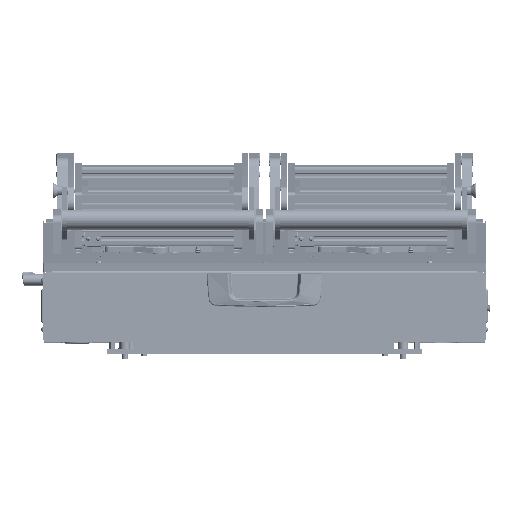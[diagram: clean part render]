
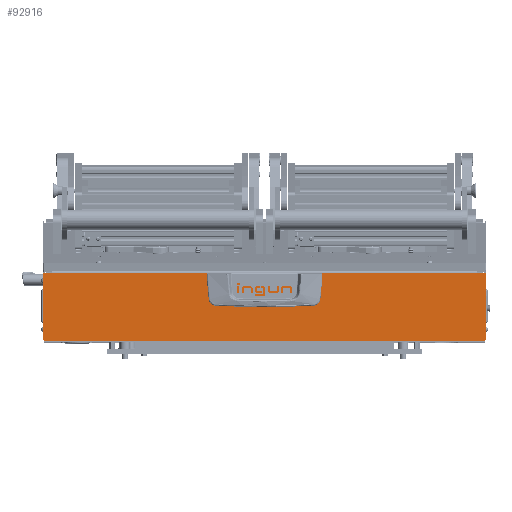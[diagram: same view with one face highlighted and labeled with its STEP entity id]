
A CAD part, top view. The second image highlights one B-rep face of the part: STEP entity #92916.
In plain terms, the highlighted face is planar.
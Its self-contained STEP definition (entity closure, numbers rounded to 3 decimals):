
#1100 = VECTOR ( 'NONE', #150031, 1000. ) ;
#1974 = VERTEX_POINT ( 'NONE', #173327 ) ;
#6487 = AXIS2_PLACEMENT_3D ( 'NONE', #85591, #97920, #154745 ) ;
#6642 = EDGE_CURVE ( 'NONE', #61271, #45160, #182018, .T. ) ;
#6872 = VECTOR ( 'NONE', #157882, 1000. ) ;
#7911 = LINE ( 'NONE', #174218, #69774 ) ;
#13617 = ORIENTED_EDGE ( 'NONE', *, *, #155934, .T. ) ;
#14136 = DIRECTION ( 'NONE',  ( 0., 1., 0. ) ) ;
#14723 = VERTEX_POINT ( 'NONE', #100203 ) ;
#16702 = LINE ( 'NONE', #148195, #1100 ) ;
#16796 = CARTESIAN_POINT ( 'NONE',  ( -2., 252., 73.7 ) ) ;
#17750 = EDGE_CURVE ( 'NONE', #137208, #110304, #117739, .T. ) ;
#26793 = CIRCLE ( 'NONE', #82792, 2. ) ;
#27055 = DIRECTION ( 'NONE',  ( 0., 0., -1. ) ) ;
#28221 = ORIENTED_EDGE ( 'NONE', *, *, #70203, .T. ) ;
#28303 = PLANE ( 'NONE',  #28336 ) ;
#28336 = AXIS2_PLACEMENT_3D ( 'NONE', #42537, #100965, #143547 ) ;
#29344 = EDGE_CURVE ( 'NONE', #75127, #110304, #26793, .T. ) ;
#31905 = DIRECTION ( 'NONE',  ( -1., 0., 0. ) ) ;
#33936 = ORIENTED_EDGE ( 'NONE', *, *, #29344, .T. ) ;
#37183 = CIRCLE ( 'NONE', #6487, 3. ) ;
#38253 = VERTEX_POINT ( 'NONE', #66273 ) ;
#38823 = FACE_BOUND ( 'NONE', #155466, .T. ) ;
#39483 = ORIENTED_EDGE ( 'NONE', *, *, #159642, .T. ) ;
#40812 = VECTOR ( 'NONE', #144755, 1000. ) ;
#42537 = CARTESIAN_POINT ( 'NONE',  ( -2., -4., 93.86 ) ) ;
#42642 = CARTESIAN_POINT ( 'NONE',  ( -2., 612., 93.86 ) ) ;
#44107 = DIRECTION ( 'NONE',  ( -1., 0., 0. ) ) ;
#45160 = VERTEX_POINT ( 'NONE', #16796 ) ;
#50373 = ORIENTED_EDGE ( 'NONE', *, *, #66966, .T. ) ;
#52134 = VERTEX_POINT ( 'NONE', #175244 ) ;
#52469 = EDGE_CURVE ( 'NONE', #100030, #38253, #167566, .T. ) ;
#53609 = CARTESIAN_POINT ( 'NONE',  ( -2., -4., 93.86 ) ) ;
#58316 = DIRECTION ( 'NONE',  ( 0., 1., 0. ) ) ;
#58420 = CARTESIAN_POINT ( 'NONE',  ( -2., 599., 93.86 ) ) ;
#60960 = CARTESIAN_POINT ( 'NONE',  ( -2., -4., 93.373 ) ) ;
#61271 = VERTEX_POINT ( 'NONE', #133550 ) ;
#61709 = ORIENTED_EDGE ( 'NONE', *, *, #142238, .F. ) ;
#62272 = VERTEX_POINT ( 'NONE', #86324 ) ;
#62714 = CARTESIAN_POINT ( 'NONE',  ( -2., 9., 93.373 ) ) ;
#62811 = DIRECTION ( 'NONE',  ( -1., 0., 0. ) ) ;
#63163 = CARTESIAN_POINT ( 'NONE',  ( -2., 612., 2. ) ) ;
#66273 = CARTESIAN_POINT ( 'NONE',  ( -2., 610., 0. ) ) ;
#66966 = EDGE_CURVE ( 'NONE', #137208, #146375, #119527, .T. ) ;
#67424 = ORIENTED_EDGE ( 'NONE', *, *, #52469, .T. ) ;
#69774 = VECTOR ( 'NONE', #145044, 1000. ) ;
#70203 = EDGE_CURVE ( 'NONE', #1974, #62272, #182156, .T. ) ;
#75127 = VERTEX_POINT ( 'NONE', #157467 ) ;
#75290 = EDGE_LOOP ( 'NONE', ( #155672, #154758 ) ) ;
#78198 = VECTOR ( 'NONE', #119404, 1000. ) ;
#80102 = VERTEX_POINT ( 'NONE', #116946 ) ;
#82384 = CARTESIAN_POINT ( 'NONE',  ( -2., 249., 73.7 ) ) ;
#82792 = AXIS2_PLACEMENT_3D ( 'NONE', #169469, #128640, #58316 ) ;
#85591 = CARTESIAN_POINT ( 'NONE',  ( -2., 359., 73.7 ) ) ;
#86324 = CARTESIAN_POINT ( 'NONE',  ( -2., 612., 93.373 ) ) ;
#88365 = VERTEX_POINT ( 'NONE', #92358 ) ;
#88908 = VECTOR ( 'NONE', #126910, 1000. ) ;
#89255 = CARTESIAN_POINT ( 'NONE',  ( -2., 249., 73.7 ) ) ;
#89821 = EDGE_CURVE ( 'NONE', #62272, #100030, #112807, .T. ) ;
#90942 = CARTESIAN_POINT ( 'NONE',  ( -2., -4., 0. ) ) ;
#91038 = CARTESIAN_POINT ( 'NONE',  ( -2., 610., 2. ) ) ;
#91837 = EDGE_LOOP ( 'NONE', ( #143701, #50373, #130049, #39483, #13617, #28221, #114226, #67424, #157078, #33936 ) ) ;
#92358 = CARTESIAN_POINT ( 'NONE',  ( -2., 356., 73.7 ) ) ;
#92916 = ADVANCED_FACE ( 'NONE', ( #38823, #146914, #180187 ), #28303, .F. ) ;
#96148 = AXIS2_PLACEMENT_3D ( 'NONE', #82384, #127722, #14136 ) ;
#97920 = DIRECTION ( 'NONE',  ( -1., 0., 0. ) ) ;
#100030 = VERTEX_POINT ( 'NONE', #63163 ) ;
#100129 = EDGE_CURVE ( 'NONE', #146375, #52134, #16702, .T. ) ;
#100203 = CARTESIAN_POINT ( 'NONE',  ( -2., 362., 73.7 ) ) ;
#100744 = DIRECTION ( 'NONE',  ( 0., -1., 0. ) ) ;
#100965 = DIRECTION ( 'NONE',  ( 1., 0., 0. ) ) ;
#104696 = LINE ( 'NONE', #90942, #78198 ) ;
#105915 = DIRECTION ( 'NONE',  ( 0., 1., 0. ) ) ;
#106288 = AXIS2_PLACEMENT_3D ( 'NONE', #91038, #31905, #130611 ) ;
#109023 = CIRCLE ( 'NONE', #96148, 3. ) ;
#110151 = ORIENTED_EDGE ( 'NONE', *, *, #6642, .F. ) ;
#110304 = VERTEX_POINT ( 'NONE', #123088 ) ;
#112362 = DIRECTION ( 'NONE',  ( 0., 0., -1. ) ) ;
#112807 = LINE ( 'NONE', #42642, #172530 ) ;
#113894 = CARTESIAN_POINT ( 'NONE',  ( -2., 359., 73.7 ) ) ;
#114226 = ORIENTED_EDGE ( 'NONE', *, *, #89821, .T. ) ;
#116946 = CARTESIAN_POINT ( 'NONE',  ( -2., 599., 93.86 ) ) ;
#117739 = LINE ( 'NONE', #53609, #168616 ) ;
#119404 = DIRECTION ( 'NONE',  ( 0., 1., 0. ) ) ;
#119527 = LINE ( 'NONE', #144827, #6872 ) ;
#123088 = CARTESIAN_POINT ( 'NONE',  ( -2., -4., 2. ) ) ;
#123700 = AXIS2_PLACEMENT_3D ( 'NONE', #89255, #62811, #105915 ) ;
#126910 = DIRECTION ( 'NONE',  ( 0., 0., -1. ) ) ;
#127722 = DIRECTION ( 'NONE',  ( -1., 0., 0. ) ) ;
#128640 = DIRECTION ( 'NONE',  ( -1., 0., 0. ) ) ;
#130049 = ORIENTED_EDGE ( 'NONE', *, *, #100129, .T. ) ;
#130611 = DIRECTION ( 'NONE',  ( 0., 1., 0. ) ) ;
#130833 = CARTESIAN_POINT ( 'NONE',  ( -2., -4., 93.373 ) ) ;
#133550 = CARTESIAN_POINT ( 'NONE',  ( -2., 246., 73.7 ) ) ;
#137208 = VERTEX_POINT ( 'NONE', #130833 ) ;
#142072 = EDGE_CURVE ( 'NONE', #75127, #38253, #104696, .T. ) ;
#142238 = EDGE_CURVE ( 'NONE', #45160, #61271, #109023, .T. ) ;
#143547 = DIRECTION ( 'NONE',  ( 0., 1., 0. ) ) ;
#143701 = ORIENTED_EDGE ( 'NONE', *, *, #17750, .F. ) ;
#144755 = DIRECTION ( 'NONE',  ( 0., 1., 0. ) ) ;
#144827 = CARTESIAN_POINT ( 'NONE',  ( -2., -4., 93.373 ) ) ;
#145044 = DIRECTION ( 'NONE',  ( 0., 1., 0. ) ) ;
#146375 = VERTEX_POINT ( 'NONE', #62714 ) ;
#146914 = FACE_BOUND ( 'NONE', #75290, .T. ) ;
#148195 = CARTESIAN_POINT ( 'NONE',  ( -2., 9., 93.86 ) ) ;
#150031 = DIRECTION ( 'NONE',  ( 0., 0., 1. ) ) ;
#151484 = EDGE_CURVE ( 'NONE', #14723, #88365, #37183, .T. ) ;
#152651 = AXIS2_PLACEMENT_3D ( 'NONE', #113894, #44107, #100744 ) ;
#154745 = DIRECTION ( 'NONE',  ( 0., -1., 0. ) ) ;
#154758 = ORIENTED_EDGE ( 'NONE', *, *, #151484, .F. ) ;
#154947 = LINE ( 'NONE', #58420, #88908 ) ;
#155466 = EDGE_LOOP ( 'NONE', ( #110151, #61709 ) ) ;
#155672 = ORIENTED_EDGE ( 'NONE', *, *, #170813, .F. ) ;
#155934 = EDGE_CURVE ( 'NONE', #80102, #1974, #154947, .T. ) ;
#157078 = ORIENTED_EDGE ( 'NONE', *, *, #142072, .F. ) ;
#157467 = CARTESIAN_POINT ( 'NONE',  ( -2., -2., 0. ) ) ;
#157882 = DIRECTION ( 'NONE',  ( 0., 1., 0. ) ) ;
#159642 = EDGE_CURVE ( 'NONE', #52134, #80102, #7911, .T. ) ;
#162537 = CIRCLE ( 'NONE', #152651, 3. ) ;
#167566 = CIRCLE ( 'NONE', #106288, 2. ) ;
#168616 = VECTOR ( 'NONE', #27055, 1000. ) ;
#169469 = CARTESIAN_POINT ( 'NONE',  ( -2., -2., 2. ) ) ;
#170813 = EDGE_CURVE ( 'NONE', #88365, #14723, #162537, .T. ) ;
#172530 = VECTOR ( 'NONE', #112362, 1000. ) ;
#173327 = CARTESIAN_POINT ( 'NONE',  ( -2., 599., 93.373 ) ) ;
#174218 = CARTESIAN_POINT ( 'NONE',  ( -2., -4., 93.86 ) ) ;
#175244 = CARTESIAN_POINT ( 'NONE',  ( -2., 9., 93.86 ) ) ;
#180187 = FACE_OUTER_BOUND ( 'NONE', #91837, .T. ) ;
#182018 = CIRCLE ( 'NONE', #123700, 3. ) ;
#182156 = LINE ( 'NONE', #60960, #40812 ) ;
